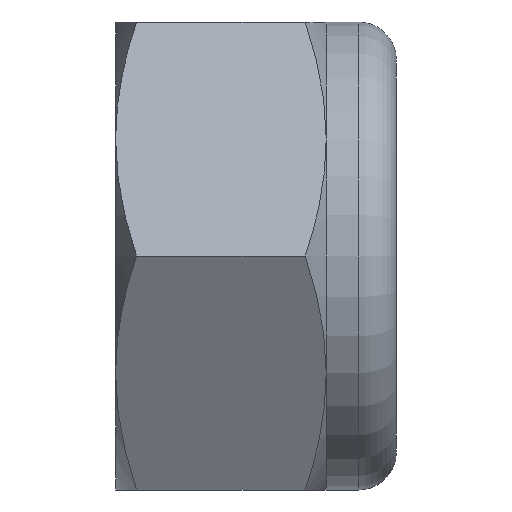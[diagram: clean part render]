
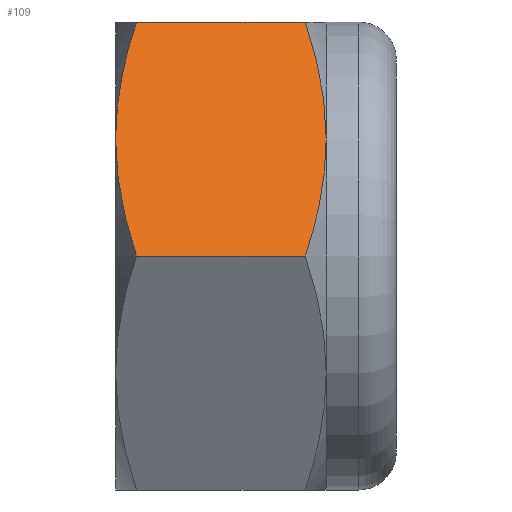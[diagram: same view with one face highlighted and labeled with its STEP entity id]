
A CAD part, front view. The second image highlights one B-rep face of the part: STEP entity #109.
In plain terms, the highlighted planar face has unit normal (0, -0.866, 0.5).
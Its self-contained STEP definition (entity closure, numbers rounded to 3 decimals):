
#109 = ADVANCED_FACE( '', ( #261 ), #262, .F. );
#261 = FACE_OUTER_BOUND( '', #468, .T. );
#262 = PLANE( '', #469 );
#468 = EDGE_LOOP( '', ( #722, #723, #724, #725, #726, #727 ) );
#469 = AXIS2_PLACEMENT_3D( '', #728, #729, #730 );
#722 = ORIENTED_EDGE( '', *, *, #1192, .T. );
#723 = ORIENTED_EDGE( '', *, *, #1142, .T. );
#724 = ORIENTED_EDGE( '', *, *, #1144, .T. );
#725 = ORIENTED_EDGE( '', *, *, #1193, .F. );
#726 = ORIENTED_EDGE( '', *, *, #1194, .T. );
#727 = ORIENTED_EDGE( '', *, *, #1195, .T. );
#728 = CARTESIAN_POINT( '', ( 6., -2.887, 5. ) );
#729 = DIRECTION( '', ( 0., 0.866, -0.5 ) );
#730 = DIRECTION( '', ( 0., 0.5, 0.866 ) );
#1142 = EDGE_CURVE( '', #1334, #1336, #1338, .T. );
#1144 = EDGE_CURVE( '', #1336, #1340, #1341, .T. );
#1192 = EDGE_CURVE( '', #1422, #1334, #1423, .T. );
#1193 = EDGE_CURVE( '', #1424, #1340, #1425, .T. );
#1194 = EDGE_CURVE( '', #1424, #1426, #1427, .T. );
#1195 = EDGE_CURVE( '', #1426, #1422, #1428, .T. );
#1334 = VERTEX_POINT( '', #1615 );
#1336 = VERTEX_POINT( '', #1622 );
#1338 = B_SPLINE_CURVE_WITH_KNOTS( '', 3, ( #1624, #1625, #1626, #1627 ), .UNSPECIFIED., .F., .F., ( 4, 4 ), ( 0., 0.003 ), .UNSPECIFIED. );
#1340 = VERTEX_POINT( '', #1629 );
#1341 = B_SPLINE_CURVE_WITH_KNOTS( '', 3, ( #1630, #1631, #1632, #1633, #1634, #1635, #1636, #1637 ), .UNSPECIFIED., .F., .F., ( 4, 2, 2, 4 ), ( 0.003, 0.004, 0.004, 0.006 ), .UNSPECIFIED. );
#1422 = VERTEX_POINT( '', #1762 );
#1423 = LINE( '', #1763, #1764 );
#1424 = VERTEX_POINT( '', #1765 );
#1425 = LINE( '', #1766, #1767 );
#1426 = VERTEX_POINT( '', #1768 );
#1427 = B_SPLINE_CURVE_WITH_KNOTS( '', 3, ( #1769, #1770, #1771, #1772 ), .UNSPECIFIED., .F., .F., ( 4, 4 ), ( 0., 0.003 ), .UNSPECIFIED. );
#1428 = B_SPLINE_CURVE_WITH_KNOTS( '', 3, ( #1773, #1774, #1775, #1776, #1777, #1778, #1779, #1780 ), .UNSPECIFIED., .F., .F., ( 4, 2, 2, 4 ), ( 0.003, 0.004, 0.004, 0.006 ), .UNSPECIFIED. );
#1615 = CARTESIAN_POINT( '', ( 0.447, -2.887, 5. ) );
#1622 = CARTESIAN_POINT( '', ( 0., -4.33, 2.5 ) );
#1624 = CARTESIAN_POINT( '', ( 0.447, -2.887, 5. ) );
#1625 = CARTESIAN_POINT( '', ( 0.174, -3.359, 4.182 ) );
#1626 = CARTESIAN_POINT( '', ( 0., -3.838, 3.352 ) );
#1627 = CARTESIAN_POINT( '', ( 0., -4.33, 2.5 ) );
#1629 = CARTESIAN_POINT( '', ( 0.447, -5.774, 0. ) );
#1630 = CARTESIAN_POINT( '', ( 0., -4.33, 2.5 ) );
#1631 = CARTESIAN_POINT( '', ( 0., -4.453, 2.288 ) );
#1632 = CARTESIAN_POINT( '', ( 0.011, -4.576, 2.075 ) );
#1633 = CARTESIAN_POINT( '', ( 0.051, -4.819, 1.653 ) );
#1634 = CARTESIAN_POINT( '', ( 0.082, -4.94, 1.444 ) );
#1635 = CARTESIAN_POINT( '', ( 0.198, -5.3, 0.819 ) );
#1636 = CARTESIAN_POINT( '', ( 0.311, -5.538, 0.408 ) );
#1637 = CARTESIAN_POINT( '', ( 0.447, -5.774, 0. ) );
#1762 = CARTESIAN_POINT( '', ( 4.053, -2.887, 5. ) );
#1763 = CARTESIAN_POINT( '', ( 6., -2.887, 5. ) );
#1764 = VECTOR( '', #2140, 1000. );
#1765 = CARTESIAN_POINT( '', ( 4.053, -5.774, 0. ) );
#1766 = CARTESIAN_POINT( '', ( 6., -5.774, 0. ) );
#1767 = VECTOR( '', #2141, 1000. );
#1768 = CARTESIAN_POINT( '', ( 4.5, -4.33, 2.5 ) );
#1769 = CARTESIAN_POINT( '', ( 4.053, -5.774, 0. ) );
#1770 = CARTESIAN_POINT( '', ( 4.326, -5.301, 0.818 ) );
#1771 = CARTESIAN_POINT( '', ( 4.5, -4.822, 1.648 ) );
#1772 = CARTESIAN_POINT( '', ( 4.5, -4.33, 2.5 ) );
#1773 = CARTESIAN_POINT( '', ( 4.5, -4.33, 2.5 ) );
#1774 = CARTESIAN_POINT( '', ( 4.5, -4.208, 2.712 ) );
#1775 = CARTESIAN_POINT( '', ( 4.489, -4.085, 2.925 ) );
#1776 = CARTESIAN_POINT( '', ( 4.449, -3.841, 3.347 ) );
#1777 = CARTESIAN_POINT( '', ( 4.418, -3.72, 3.556 ) );
#1778 = CARTESIAN_POINT( '', ( 4.302, -3.36, 4.181 ) );
#1779 = CARTESIAN_POINT( '', ( 4.189, -3.122, 4.592 ) );
#1780 = CARTESIAN_POINT( '', ( 4.053, -2.887, 5. ) );
#2140 = DIRECTION( '', ( -1., 0., 0. ) );
#2141 = DIRECTION( '', ( -1., 0., 0. ) );
